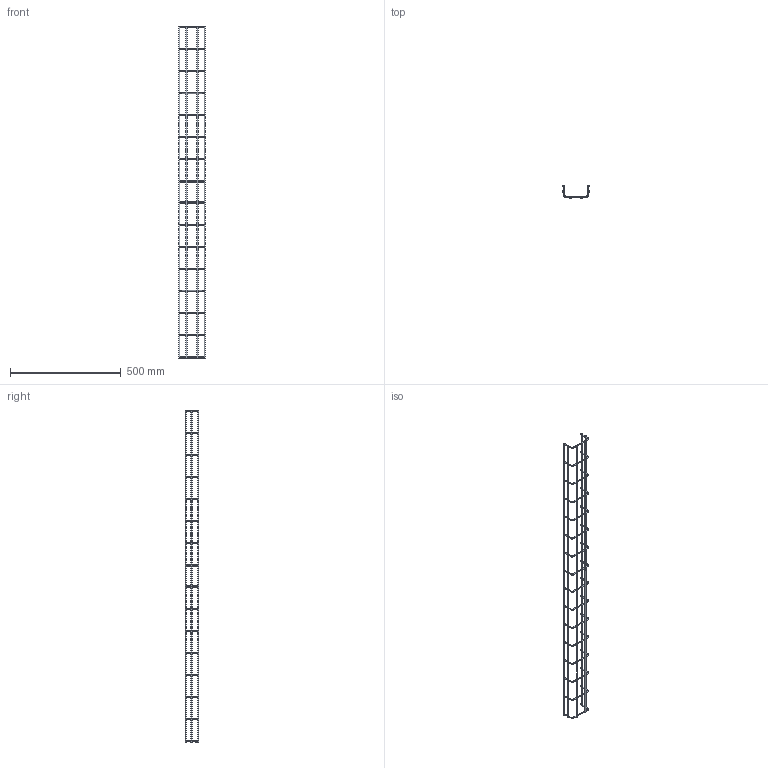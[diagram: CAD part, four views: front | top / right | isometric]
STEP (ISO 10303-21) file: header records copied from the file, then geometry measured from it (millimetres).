
FILE_DESCRIPTION (( 'STEP AP214' ), '1' );
FILE_NAME ('00406763_3D.STEP', '2022-02-09T16:12:58', ( '' ), ( '' ), 'SwSTEP 2.0', 'SolidWorks 2021', '' );
FILE_SCHEMA (( 'AUTOMOTIVE_DESIGN' ));
Length unit declared in the file: millimetre
Products named in the file (3): Cross piece^00406763; 00406763_3D; Length^00406763
Assembly tree (22 placements, depth 2):
  00406763_3D
    Cross piece^00406763  x16
    Length^00406763  x6
Bounding box: 120 x 60 x 1500 mm (x, y, z)
Volume: 240768.5 mm3; surface area: 193518.7 mm2
Topology: 22 solids, 22 shells, 216 faces, 388 edges, 216 vertices
Faces by surface type: cylinder 108, torus 64, plane 44
Entity records: 654 total; most frequent: DIRECTION 122, CARTESIAN_POINT 97, AXIS2_PLACEMENT_3D 57, ORIENTED_EDGE 56, EDGE_CURVE 28, PRODUCT_DEFINITION_SHAPE 25, CONTEXT_DEPENDENT_SHAPE_REPRESENTATION 22, ITEM_DEFINED_TRANSFORMATION 22
